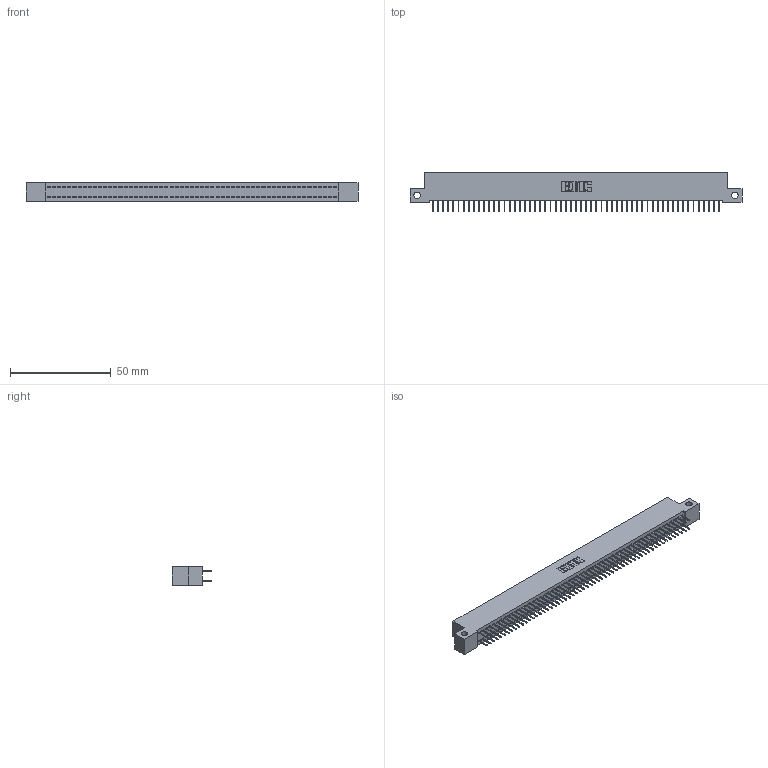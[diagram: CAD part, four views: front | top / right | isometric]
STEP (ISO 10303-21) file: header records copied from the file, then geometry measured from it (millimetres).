
FILE_DESCRIPTION (( 'STEP AP203' ), '1' );
FILE_NAME ('392-114-524-212.STEP', '2018-08-18T23:13:14', ( '' ), ( '' ), 'SwSTEP 2.0', 'SolidWorks 2016', '' );
FILE_SCHEMA (( 'CONFIG_CONTROL_DESIGN' ));
Length unit declared in the file: inch
Products named in the file (3): 392-114-524-212; 342 Part_Side Mount; 345-292-001_345-293-124
Assembly tree (115 placements, depth 2):
  392-114-524-212
    342 Part_Side Mount
    345-292-001_345-293-124  x114
Bounding box: 165.1 x 19.69 x 9.4 mm (x, y, z)
Volume: 14658.8 mm3; surface area: 23621.9 mm2
Topology: 115 solids, 115 shells, 6494 faces, 18425 edges, 11826 vertices
Faces by surface type: plane 4854, cylinder 1640
Entity records: 34675 total; most frequent: CARTESIAN_POINT 5726, ORIENTED_EDGE 5662, DIRECTION 4867, EDGE_CURVE 2831, LINE 2707, VECTOR 2707, VERTEX_POINT 1882, AXIS2_PLACEMENT_3D 1080
